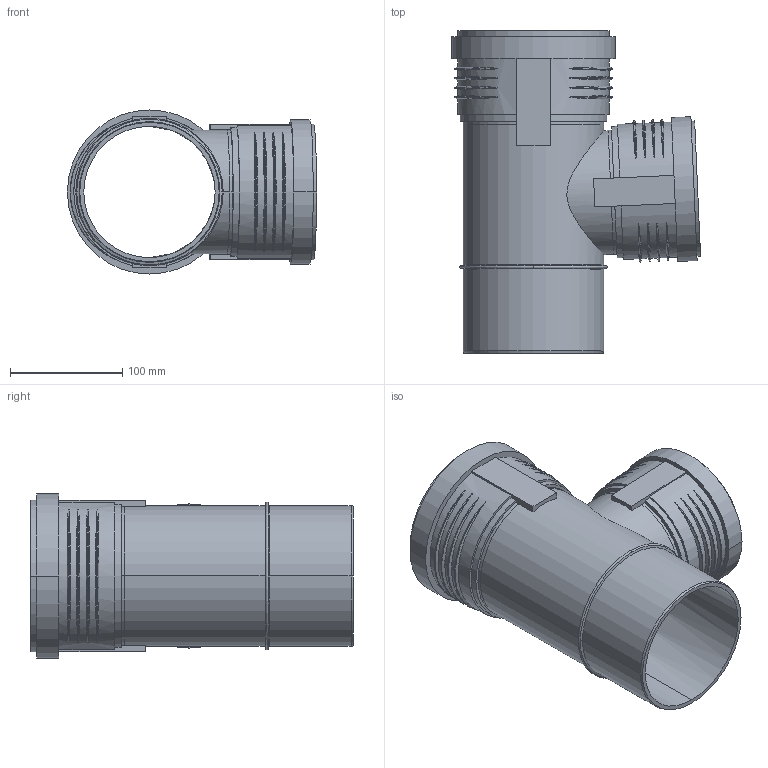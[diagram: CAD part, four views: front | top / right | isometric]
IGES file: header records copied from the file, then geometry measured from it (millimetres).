
Global section: file name: No Iges File Name specified; native system: Autodesk Inventor 2011; preprocessor: AutoDesk Inventor Iges Exporter R2011; author: Marco; date: 20120116.134819; units: millimetre
Bounding box: 221.56 x 286.9 x 145.9 mm (x, y, z)
Volume: 629170.5 mm3; surface area: 326738.3 mm2
Topology: 3 solids, 3 shells, 149 faces, 372 edges, 255 vertices
Faces by surface type: plane 37, revolution 30, torus 28, cylinder 26, bspline 24, cone 4
